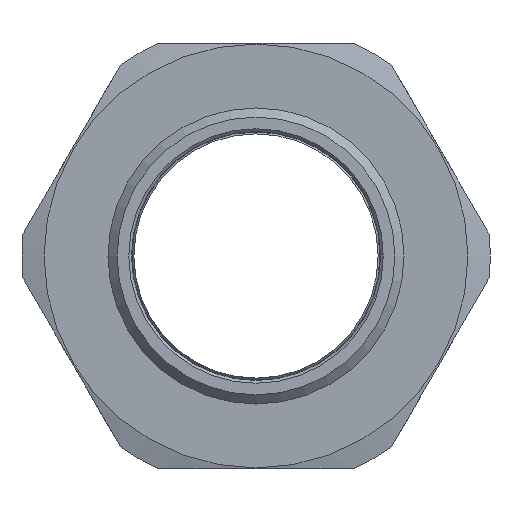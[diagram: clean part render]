
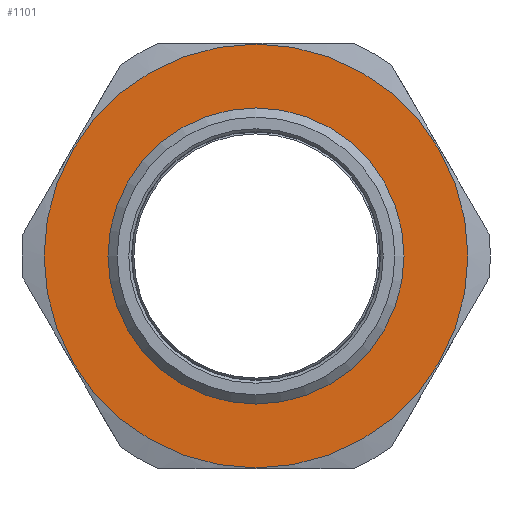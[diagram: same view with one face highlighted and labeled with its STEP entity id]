
A CAD part, left-side view. The second image highlights one B-rep face of the part: STEP entity #1101.
In plain terms, the highlighted planar face has unit normal (-1, 0, 0).
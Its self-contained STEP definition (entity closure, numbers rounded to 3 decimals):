
#101 = CARTESIAN_POINT ( 'NONE',  ( 10.3, 0., 16. ) ) ;
#163 = EDGE_CURVE ( 'NONE', #1376, #1376, #1759, .T. ) ;
#165 = AXIS2_PLACEMENT_3D ( 'NONE', #943, #1368, #1480 ) ;
#506 = CARTESIAN_POINT ( 'NONE',  ( 10.3, 0., -22.9 ) ) ;
#536 = CARTESIAN_POINT ( 'NONE',  ( 10.3, 0., 0. ) ) ;
#543 = DIRECTION ( 'NONE',  ( 1., 0., 0. ) ) ;
#548 = CIRCLE ( 'NONE', #967, 22.9 ) ;
#579 = DIRECTION ( 'NONE',  ( 0., 0., -1. ) ) ;
#582 = FACE_BOUND ( 'NONE', #833, .T. ) ;
#672 = EDGE_CURVE ( 'NONE', #1295, #1295, #548, .T. ) ;
#679 = FACE_OUTER_BOUND ( 'NONE', #791, .T. ) ;
#791 = EDGE_LOOP ( 'NONE', ( #882 ) ) ;
#802 = PLANE ( 'NONE',  #165 ) ;
#833 = EDGE_LOOP ( 'NONE', ( #1740 ) ) ;
#856 = CARTESIAN_POINT ( 'NONE',  ( 10.3, 0., 0. ) ) ;
#882 = ORIENTED_EDGE ( 'NONE', *, *, #672, .F. ) ;
#943 = CARTESIAN_POINT ( 'NONE',  ( 10.3, 0., -25.8 ) ) ;
#967 = AXIS2_PLACEMENT_3D ( 'NONE', #536, #543, #579 ) ;
#973 = DIRECTION ( 'NONE',  ( 0., 0., 1. ) ) ;
#1101 = ADVANCED_FACE ( 'NONE', ( #679, #582 ), #802, .F. ) ;
#1181 = AXIS2_PLACEMENT_3D ( 'NONE', #856, #1651, #973 ) ;
#1295 = VERTEX_POINT ( 'NONE', #506 ) ;
#1368 = DIRECTION ( 'NONE',  ( 1., 0., 0. ) ) ;
#1376 = VERTEX_POINT ( 'NONE', #101 ) ;
#1480 = DIRECTION ( 'NONE',  ( 0., 0., -1. ) ) ;
#1651 = DIRECTION ( 'NONE',  ( -1., 0., 0. ) ) ;
#1740 = ORIENTED_EDGE ( 'NONE', *, *, #163, .F. ) ;
#1759 = CIRCLE ( 'NONE', #1181, 16. ) ;
